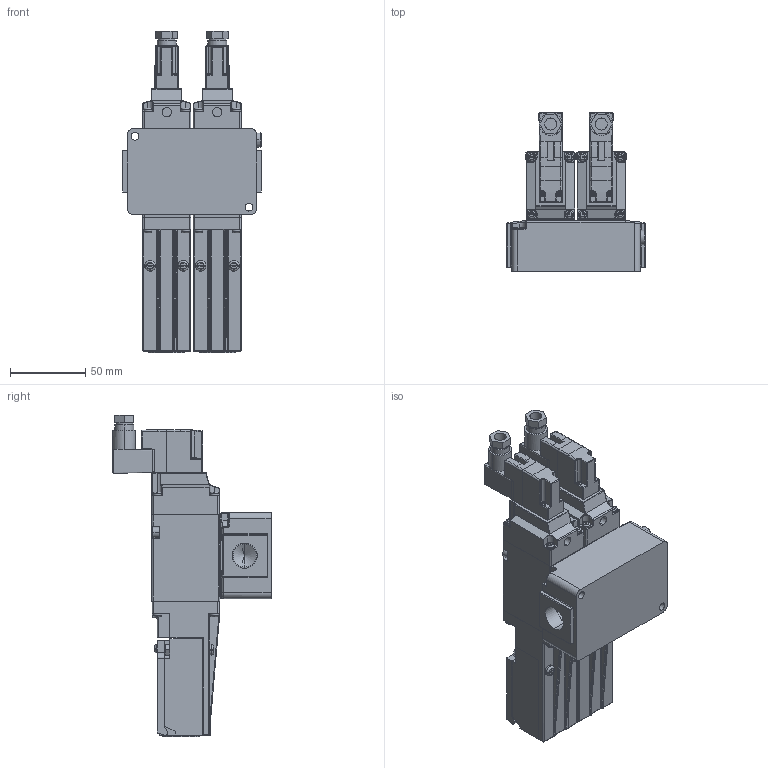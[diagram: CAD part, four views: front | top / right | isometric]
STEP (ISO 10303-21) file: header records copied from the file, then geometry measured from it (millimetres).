
FILE_DESCRIPTION (( 'STEP AP214' ), '1' );
FILE_NAME ('VP544-5DZ1-03F-X538.step.step', '2017-07-20T17:52:34', ( 'Windows User' ), ( '' ), 'SwSTEP 2.0', 'SolidWorks 2017', '' );
FILE_SCHEMA (( 'AUTOMOTIVE_DESIGN' ));
Length unit declared in the file: millimetre
Products named in the file (5): VP544-5DZ1-03F-X538.step_VP_Dual_Base_5; VP544-5DZ1-03F-X538.step; VP544-5DZ1-03F-X538.step_VP_Valve_Entry; VP544-5DZ1-03F-X538.step_VP_Switch_Entry_G; VP544-5DZ1-03F-X538.step_VP_Body_5
Assembly tree (7 placements, depth 2):
  VP544-5DZ1-03F-X538.step
    VP544-5DZ1-03F-X538.step_VP_Dual_Base_5
    VP544-5DZ1-03F-X538.step_VP_Body_5  x2
    VP544-5DZ1-03F-X538.step_VP_Switch_Entry_G  x2
    VP544-5DZ1-03F-X538.step_VP_Valve_Entry  x2
Bounding box: 91.5 x 104.8 x 212.8 mm (x, y, z)
Volume: 617867.6 mm3; surface area: 119759.6 mm2
Topology: 7 solids, 7 shells, 1753 faces, 4522 edges, 2824 vertices
Faces by surface type: plane 921, cylinder 566, torus 142, sphere 54, bspline 44, cone 26
Entity records: 37254 total; most frequent: CARTESIAN_POINT 6911, DIRECTION 5040, ORIENTED_EDGE 5032, EDGE_CURVE 2516, AXIS2_PLACEMENT_3D 1737, VERTEX_POINT 1586, LINE 1566, VECTOR 1566
